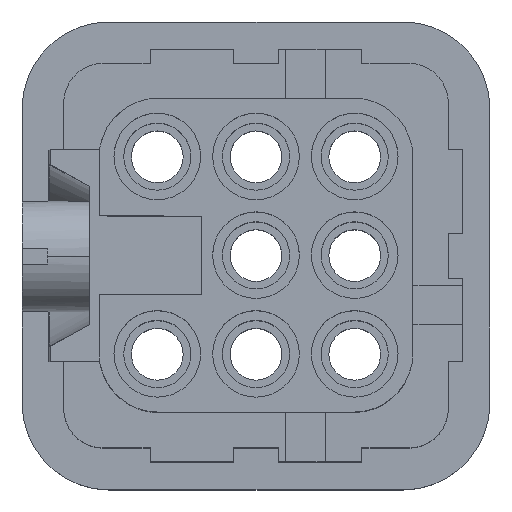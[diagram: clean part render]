
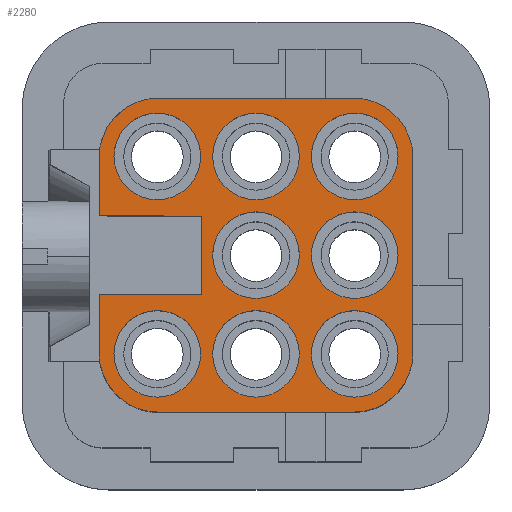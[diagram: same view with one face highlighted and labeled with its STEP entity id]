
A CAD part, top view. The second image highlights one B-rep face of the part: STEP entity #2280.
In plain terms, the highlighted planar face has unit normal (0, 0, 1).
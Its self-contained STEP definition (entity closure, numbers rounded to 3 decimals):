
#10=CARTESIAN_POINT('',(7.572,0.,18.));
#20=DIRECTION('',(0.,0.,1.));
#30=DIRECTION('',(-1.,0.,0.));
#40=AXIS2_PLACEMENT_3D('',#10,#20,#30);
#50=PLANE('',#40);
#60=CARTESIAN_POINT('',(5.,5.,18.));
#70=DIRECTION('',(0.,0.,1.));
#80=DIRECTION('',(1.,0.,0.));
#90=AXIS2_PLACEMENT_3D('',#60,#70,#80);
#100=CIRCLE('',#90,2.193);
#110=CARTESIAN_POINT('',(7.193,5.,18.));
#120=VERTEX_POINT('',#110);
#130=CARTESIAN_POINT('',(2.807,5.,18.));
#140=VERTEX_POINT('',#130);
#150=EDGE_CURVE('',#120,#140,#100,.T.);
#160=ORIENTED_EDGE('',*,*,#150,.F.);
#170=EDGE_CURVE('',#140,#120,#100,.T.);
#180=ORIENTED_EDGE('',*,*,#170,.F.);
#190=EDGE_LOOP('',(#180,#160));
#200=FACE_BOUND('',#190,.T.);
#210=CARTESIAN_POINT('',(5.,0.,18.));
#220=DIRECTION('',(0.,0.,1.));
#230=DIRECTION('',(1.,0.,0.));
#240=AXIS2_PLACEMENT_3D('',#210,#220,#230);
#250=CIRCLE('',#240,2.193);
#260=CARTESIAN_POINT('',(7.193,0.,18.));
#270=VERTEX_POINT('',#260);
#280=CARTESIAN_POINT('',(2.807,0.,18.));
#290=VERTEX_POINT('',#280);
#300=EDGE_CURVE('',#270,#290,#250,.T.);
#310=ORIENTED_EDGE('',*,*,#300,.F.);
#320=EDGE_CURVE('',#290,#270,#250,.T.);
#330=ORIENTED_EDGE('',*,*,#320,.F.);
#340=EDGE_LOOP('',(#330,#310));
#350=FACE_BOUND('',#340,.T.);
#360=CARTESIAN_POINT('',(5.,-5.,18.));
#370=DIRECTION('',(0.,0.,1.));
#380=DIRECTION('',(1.,0.,0.));
#390=AXIS2_PLACEMENT_3D('',#360,#370,#380);
#400=CIRCLE('',#390,2.193);
#410=CARTESIAN_POINT('',(7.193,-5.,18.));
#420=VERTEX_POINT('',#410);
#430=CARTESIAN_POINT('',(2.807,-5.,18.));
#440=VERTEX_POINT('',#430);
#450=EDGE_CURVE('',#420,#440,#400,.T.);
#460=ORIENTED_EDGE('',*,*,#450,.F.);
#470=EDGE_CURVE('',#440,#420,#400,.T.);
#480=ORIENTED_EDGE('',*,*,#470,.F.);
#490=EDGE_LOOP('',(#480,#460));
#500=FACE_BOUND('',#490,.T.);
#510=CARTESIAN_POINT('',(0.,0.,18.))
;
#520=DIRECTION('',(0.,0.,1.));
#530=DIRECTION('',(1.,0.,0.));
#540=AXIS2_PLACEMENT_3D('',#510,#520,#530);
#550=CIRCLE('',#540,2.193);
#560=CARTESIAN_POINT('',(2.193,0.,18.));
#570=VERTEX_POINT('',#560);
#580=CARTESIAN_POINT('',(-2.193,0.,18.));
#590=VERTEX_POINT('',#580);
#600=EDGE_CURVE('',#570,#590,#550,.T.);
#610=ORIENTED_EDGE('',*,*,#600,.F.);
#620=EDGE_CURVE('',#590,#570,#550,.T.);
#630=ORIENTED_EDGE('',*,*,#620,.F.);
#640=EDGE_LOOP('',(#630,#610));
#650=FACE_BOUND('',#640,.T.);
#660=CARTESIAN_POINT('',(-5.,5.,18.));
#670=DIRECTION('',(0.,0.,1.));
#680=DIRECTION('',(1.,0.,0.));
#690=AXIS2_PLACEMENT_3D('',#660,#670,#680);
#700=CIRCLE('',#690,2.193);
#710=CARTESIAN_POINT('',(-2.807,5.,18.));
#720=VERTEX_POINT('',#710);
#730=CARTESIAN_POINT('',(-7.193,5.,18.));
#740=VERTEX_POINT('',#730);
#750=EDGE_CURVE('',#720,#740,#700,.T.);
#760=ORIENTED_EDGE('',*,*,#750,.F.);
#770=EDGE_CURVE('',#740,#720,#700,.T.);
#780=ORIENTED_EDGE('',*,*,#770,.F.);
#790=EDGE_LOOP('',(#780,#760));
#800=FACE_BOUND('',#790,.T.);
#810=CARTESIAN_POINT('',(-5.,-5.,18.));
#820=DIRECTION('',(0.,0.,1.));
#830=DIRECTION('',(1.,0.,0.));
#840=AXIS2_PLACEMENT_3D('',#810,#820,#830);
#850=CIRCLE('',#840,2.193);
#860=CARTESIAN_POINT('',(-2.807,-5.,18.));
#870=VERTEX_POINT('',#860);
#880=CARTESIAN_POINT('',(-7.193,-5.,18.));
#890=VERTEX_POINT('',#880);
#900=EDGE_CURVE('',#870,#890,#850,.T.);
#910=ORIENTED_EDGE('',*,*,#900,.F.);
#920=EDGE_CURVE('',#890,#870,#850,.T.);
#930=ORIENTED_EDGE('',*,*,#920,.F.);
#940=EDGE_LOOP('',(#930,#910));
#950=FACE_BOUND('',#940,.T.);
#960=CARTESIAN_POINT('',(0.,5.,18.));
#970=DIRECTION('',(0.,0.,1.));
#980=DIRECTION('',(1.,0.,0.));
#990=AXIS2_PLACEMENT_3D('',#960,#970,#980);
#1000=CIRCLE('',#990,2.193);
#1010=CARTESIAN_POINT('',(2.193,5.,18.));
#1020=VERTEX_POINT('',#1010);
#1030=CARTESIAN_POINT('',(-2.193,5.,18.));
#1040=VERTEX_POINT('',#1030);
#1050=EDGE_CURVE('',#1020,#1040,#1000,.T.);
#1060=ORIENTED_EDGE('',*,*,#1050,.F.);
#1070=EDGE_CURVE('',#1040,#1020,#1000,.T.);
#1080=ORIENTED_EDGE('',*,*,#1070,.F.);
#1090=EDGE_LOOP('',(#1080,#1060));
#1100=FACE_BOUND('',#1090,.T.);
#1110=CARTESIAN_POINT('',(0.,-5.,18.));
#1120=DIRECTION('',(0.,0.,1.));
#1130=DIRECTION('',(1.,0.,0.));
#1140=AXIS2_PLACEMENT_3D('',#1110,#1120,#1130);
#1150=CIRCLE('',#1140,2.193);
#1160=CARTESIAN_POINT('',(2.193,-5.,18.));
#1170=VERTEX_POINT('',#1160);
#1180=CARTESIAN_POINT('',(-2.193,-5.,18.));
#1190=VERTEX_POINT('',#1180);
#1200=EDGE_CURVE('',#1170,#1190,#1150,.T.);
#1210=ORIENTED_EDGE('',*,*,#1200,.F.);
#1220=EDGE_CURVE('',#1190,#1170,#1150,.T.);
#1230=ORIENTED_EDGE('',*,*,#1220,.F.);
#1240=EDGE_LOOP('',(#1230,#1210));
#1250=FACE_BOUND('',#1240,.T.);
#1260=CARTESIAN_POINT('',(-4.95,4.95,18.));
#1270=DIRECTION('',(0.,0.,1.));
#1280=DIRECTION('',(0.,1.,
0.));
#1290=AXIS2_PLACEMENT_3D('',#1260,#1270,#1280);
#1300=CIRCLE('',#1290,3.);
#1310=CARTESIAN_POINT('',(-4.95,7.95,18.));
#1320=VERTEX_POINT('',#1310);
#1330=CARTESIAN_POINT('',(-7.95,4.95,18.));
#1340=VERTEX_POINT('',#1330);
#1350=EDGE_CURVE('',#1320,#1340,#1300,.T.);
#1360=ORIENTED_EDGE('',*,*,#1350,.T.);
#1370=CARTESIAN_POINT('',(7.572,7.95,18.));
#1380=DIRECTION('',(1.,0.,0.));
#1390=VECTOR('',#1380,1.);
#1400=LINE('',#1370,#1390);
#1410=CARTESIAN_POINT('',(4.95,7.95,18.));
#1420=VERTEX_POINT('',#1410);
#1430=EDGE_CURVE('',#1320,#1420,#1400,.T.);
#1440=ORIENTED_EDGE('',*,*,#1430,.F.);
#1450=CARTESIAN_POINT('',(4.95,4.95,18.));
#1460=DIRECTION('',(0.,0.,-1.));
#1470=DIRECTION('',(0.,1.,0.));
#1480=AXIS2_PLACEMENT_3D('',#1450,#1460,#1470);
#1490=CIRCLE('',#1480,3.);
#1500=CARTESIAN_POINT('',(7.95,4.95,18.));
#1510=VERTEX_POINT('',#1500);
#1520=EDGE_CURVE('',#1420,#1510,#1490,.T.);
#1530=ORIENTED_EDGE('',*,*,#1520,.F.);
#1540=CARTESIAN_POINT('',(7.95,0.,18.));
#1550=DIRECTION('',(0.,-1.,0.));
#1560=VECTOR('',#1550,1.);
#1570=LINE('',#1540,#1560);
#1580=CARTESIAN_POINT('',(7.95,-4.95,18.));
#1590=VERTEX_POINT('',#1580);
#1600=EDGE_CURVE('',#1510,#1590,#1570,.T.);
#1610=ORIENTED_EDGE('',*,*,#1600,.F.);
#1620=CARTESIAN_POINT('',(4.95,-4.95,18.));
#1630=DIRECTION('',(0.,0.,-1.));
#1640=DIRECTION('',(1.,0.,0.));
#1650=AXIS2_PLACEMENT_3D('',#1620,#1630,#1640);
#1660=CIRCLE('',#1650,3.);
#1670=CARTESIAN_POINT('',(4.95,-7.95,18.));
#1680=VERTEX_POINT('',#1670);
#1690=EDGE_CURVE('',#1590,#1680,#1660,.T.);
#1700=ORIENTED_EDGE('',*,*,#1690,.F.);
#1710=CARTESIAN_POINT('',(7.572,-7.95,18.));
#1720=DIRECTION('',(-1.,0.,0.));
#1730=VECTOR('',#1720,1.);
#1740=LINE('',#1710,#1730);
#1750=CARTESIAN_POINT('',(-4.95,-7.95,18.));
#1760=VERTEX_POINT('',#1750);
#1770=EDGE_CURVE('',#1680,#1760,#1740,.T.);
#1780=ORIENTED_EDGE('',*,*,#1770,.F.);
#1790=CARTESIAN_POINT('',(-4.95,-4.95,18.));
#1800=DIRECTION('',(0.,0.,1.));
#1810=DIRECTION('',(-1.,0.,
0.));
#1820=AXIS2_PLACEMENT_3D('',#1790,#1800,#1810);
#1830=CIRCLE('',#1820,3.);
#1840=CARTESIAN_POINT('',(-7.95,-4.95,18.));
#1850=VERTEX_POINT('',#1840);
#1860=EDGE_CURVE('',#1850,#1760,#1830,.T.);
#1870=ORIENTED_EDGE('',*,*,#1860,.T.);
#1880=CARTESIAN_POINT('',(-7.95,0.,18.));
#1890=DIRECTION('',(0.,1.,0.));
#1900=VECTOR('',#1890,1.);
#1910=LINE('',#1880,#1900);
#1920=CARTESIAN_POINT('',(-7.95,-2.,18.));
#1930=VERTEX_POINT('',#1920);
#1940=EDGE_CURVE('',#1850,#1930,#1910,.T.);
#1950=ORIENTED_EDGE('',*,*,#1940,.F.);
#1960=CARTESIAN_POINT('',(7.572,-1.919,18.));
#1970=DIRECTION('',(1.,0.005,
0.));
#1980=VECTOR('',#1970,1.);
#1990=LINE('',#1960,#1980);
#2000=CARTESIAN_POINT('',(-2.75,-1.973,18.));
#2010=VERTEX_POINT('',#2000);
#2020=EDGE_CURVE('',#1930,#2010,#1990,.T.);
#2030=ORIENTED_EDGE('',*,*,#2020,.F.);
#2040=CARTESIAN_POINT('',(-2.75,0.,18.));
#2050=DIRECTION('',(0.,1.,0.));
#2060=VECTOR('',#2050,1.);
#2070=LINE('',#2040,#2060);
#2080=CARTESIAN_POINT('',(-2.75,1.973,18.));
#2090=VERTEX_POINT('',#2080);
#2100=EDGE_CURVE('',#2010,#2090,#2070,.T.);
#2110=ORIENTED_EDGE('',*,*,#2100,.F.);
#2120=CARTESIAN_POINT('',(7.572,1.919,18.));
#2130=DIRECTION('',(-1.,0.005,
0.));
#2140=VECTOR('',#2130,1.);
#2150=LINE('',#2120,#2140);
#2160=CARTESIAN_POINT('',(-7.95,2.,18.));
#2170=VERTEX_POINT('',#2160);
#2180=EDGE_CURVE('',#2090,#2170,#2150,.T.);
#2190=ORIENTED_EDGE('',*,*,#2180,.F.);
#2200=CARTESIAN_POINT('',(-7.95,0.,18.));
#2210=DIRECTION('',(0.,1.,0.));
#2220=VECTOR('',#2210,1.);
#2230=LINE('',#2200,#2220);
#2240=EDGE_CURVE('',#2170,#1340,#2230,.T.);
#2250=ORIENTED_EDGE('',*,*,#2240,.F.);
#2260=EDGE_LOOP('',(#2250,#2190,#2110,#2030,#1950,#1870,#1780,#1700,
#1610,#1530,#1440,#1360));
#2270=FACE_OUTER_BOUND('',#2260,.T.);
#2280=ADVANCED_FACE('',(#200,#350,#500,#650,#800,#950,#1100,#1250,#2270)
,#50,.T.);
